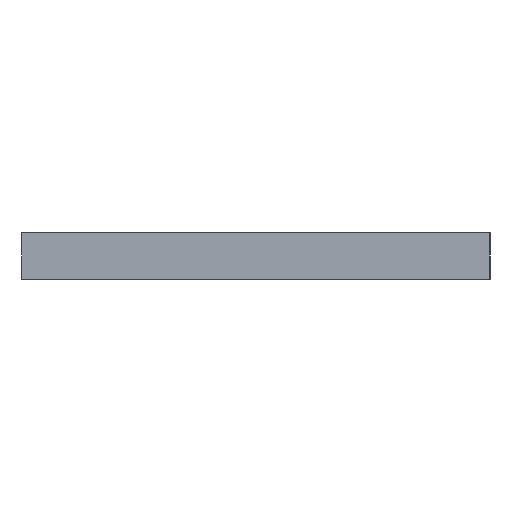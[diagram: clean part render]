
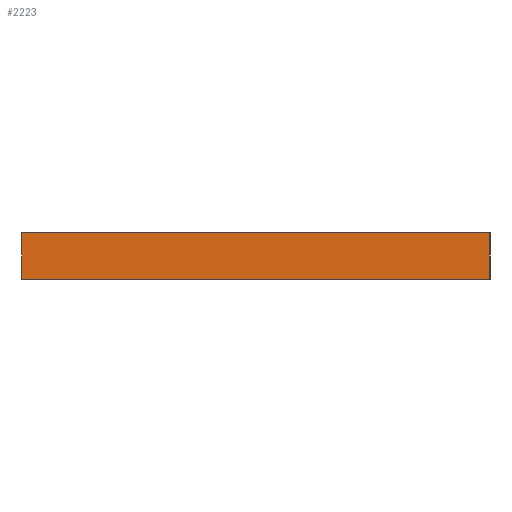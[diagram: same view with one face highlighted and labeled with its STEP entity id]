
A CAD part, left-side view. The second image highlights one B-rep face of the part: STEP entity #2223.
In plain terms, the highlighted planar face has unit normal (-1, 0, 0).
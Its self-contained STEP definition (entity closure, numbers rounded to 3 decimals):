
#271=ORIENTED_EDGE('',*,*,#685,.F.);
#272=ORIENTED_EDGE('',*,*,#755,.F.);
#273=ORIENTED_EDGE('',*,*,#756,.T.);
#274=ORIENTED_EDGE('',*,*,#757,.T.);
#685=EDGE_CURVE('',#927,#928,#1089,.T.);
#755=EDGE_CURVE('',#997,#927,#1093,.T.);
#756=EDGE_CURVE('',#997,#998,#1094,.T.);
#757=EDGE_CURVE('',#998,#928,#1095,.T.);
#927=VERTEX_POINT('',#2608);
#928=VERTEX_POINT('',#2609);
#997=VERTEX_POINT('',#3190);
#998=VERTEX_POINT('',#3192);
#1089=LINE('',#2607,#1177);
#1093=LINE('',#3189,#1181);
#1094=LINE('',#3191,#1182);
#1095=LINE('',#3193,#1183);
#1177=VECTOR('',#2391,1000.);
#1181=VECTOR('',#2397,1000.);
#1182=VECTOR('',#2398,1000.);
#1183=VECTOR('',#2399,1000.);
#1275=EDGE_LOOP('',(#271,#272,#273,#274));
#1385=FACE_BOUND('',#1275,.T.);
#1486=PLANE('',#2324);
#2223=ADVANCED_FACE('',(#1385),#1486,.T.);
#2324=AXIS2_PLACEMENT_3D('',#3188,#2395,#2396);
#2391=DIRECTION('',(0.,-1.,0.));
#2395=DIRECTION('',(-1.,0.,0.));
#2396=DIRECTION('',(0.,0.,1.));
#2397=DIRECTION('',(0.,0.,1.));
#2398=DIRECTION('',(0.,-1.,0.));
#2399=DIRECTION('',(0.,0.,1.));
#2607=CARTESIAN_POINT('',(-485.,100.,0.));
#2608=CARTESIAN_POINT('',(-485.,100.,0.));
#2609=CARTESIAN_POINT('',(-485.,-100.,0.));
#3188=CARTESIAN_POINT('',(-485.,100.,-20.));
#3189=CARTESIAN_POINT('',(-485.,100.,-20.));
#3190=CARTESIAN_POINT('',(-485.,100.,-20.));
#3191=CARTESIAN_POINT('',(-485.,100.,-20.));
#3192=CARTESIAN_POINT('',(-485.,-100.,-20.));
#3193=CARTESIAN_POINT('',(-485.,-100.,-20.));
